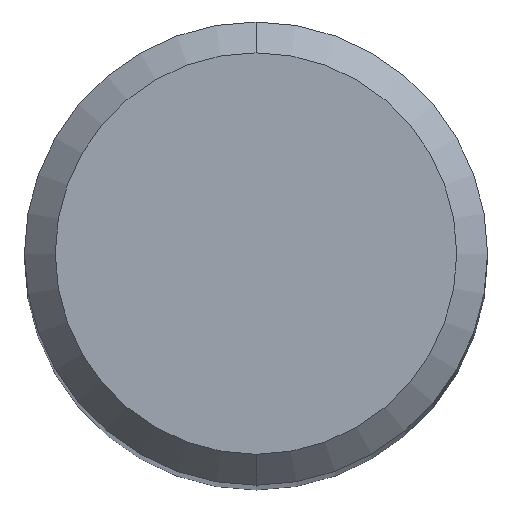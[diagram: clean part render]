
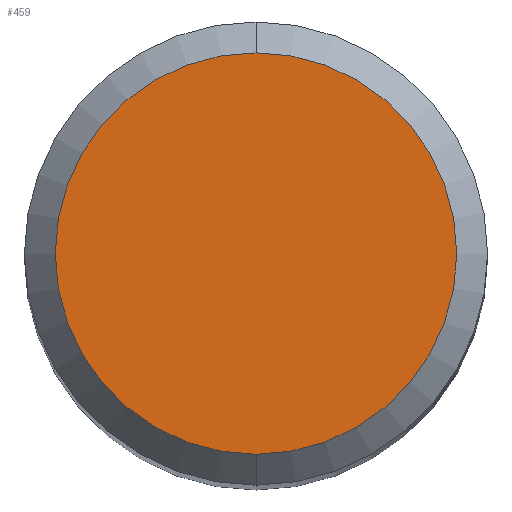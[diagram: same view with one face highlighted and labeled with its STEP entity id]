
A CAD part, top view. The second image highlights one B-rep face of the part: STEP entity #459.
In plain terms, the highlighted planar face has unit normal (0, 0, 1).
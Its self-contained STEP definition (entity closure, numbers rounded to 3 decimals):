
#205=EDGE_CURVE('',#283,#303,#523,.T.);
#283=VERTEX_POINT('',#612);
#303=VERTEX_POINT('',#632);
#451=EDGE_CURVE('',#303,#283,#793,.T.);
#459=ADVANCED_FACE('',(#802),#803,.T.);
#523=CIRCLE('',#876,2.6);
#612=CARTESIAN_POINT('',(0.,-2.6,0.0));
#632=CARTESIAN_POINT('',(0.0,2.6,0.0));
#793=CIRCLE('',#1434,2.6);
#802=FACE_OUTER_BOUND('',#1444,.T.);
#803=PLANE('',#1445);
#876=AXIS2_PLACEMENT_3D('',#1514,#1515,#1516);
#1434=AXIS2_PLACEMENT_3D('',#1800,#1801,#1802);
#1444=EDGE_LOOP('',(#1815,#1816));
#1445=AXIS2_PLACEMENT_3D('',#1817,#1818,#1819);
#1514=CARTESIAN_POINT('',(0.0,0.0,0.0));
#1515=DIRECTION('',(0.0,0.0,-1.0));
#1516=DIRECTION('',(0.0,1.0,0.0));
#1800=CARTESIAN_POINT('',(0.0,0.0,0.0));
#1801=DIRECTION('',(0.0,0.0,-1.0));
#1802=DIRECTION('',(0.0,1.0,0.0));
#1815=ORIENTED_EDGE('',*,*,#451,.F.);
#1816=ORIENTED_EDGE('',*,*,#205,.F.);
#1817=CARTESIAN_POINT('',(0.0,1.3,0.0));
#1818=DIRECTION('',(-0.0,0.0,1.0));
#1819=DIRECTION('',(0.0,-1.0,0.0));
